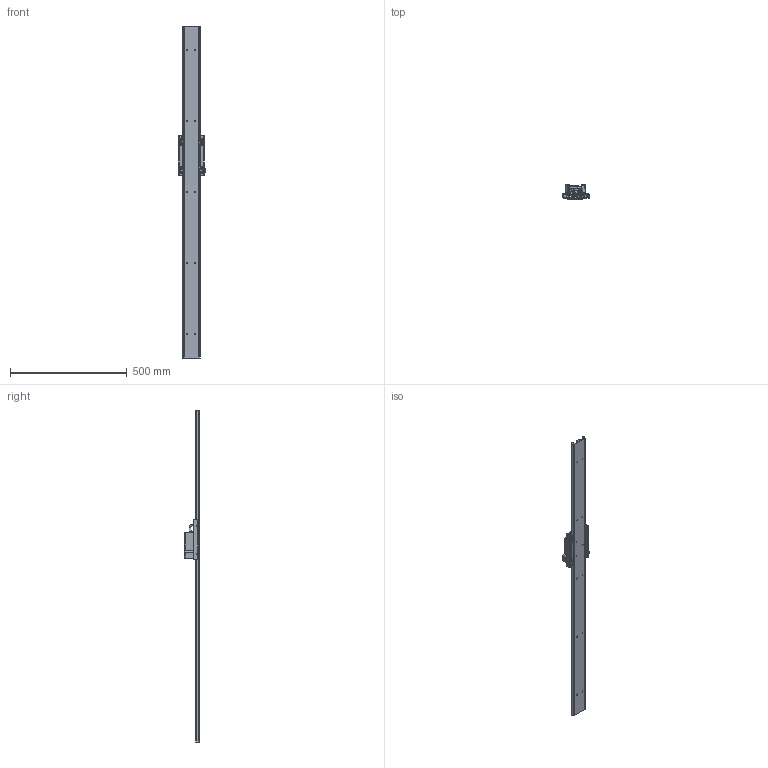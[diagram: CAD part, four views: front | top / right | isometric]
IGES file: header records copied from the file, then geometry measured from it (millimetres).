
Start section: SolidWorks IGES file using analytic representation for surfaces
Global section: file name: 901-5804-235-004.IGS; native system: SolidWorks 2012; preprocessor: SolidWorks 2012; author: mike; date: 130214.105444; units: inch
Bounding box: 116.59 x 61.78 x 1422.4 mm (x, y, z)
Surface area: 544086.2 mm2 (no closed solid volume)
Topology: 0 solids, 0 shells, 4689 faces, 50214 edges, 50146 vertices
Faces by surface type: bspline 3221, revolution 1468
